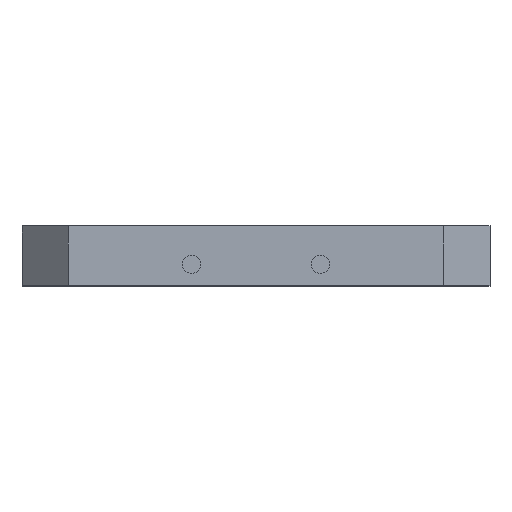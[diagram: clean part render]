
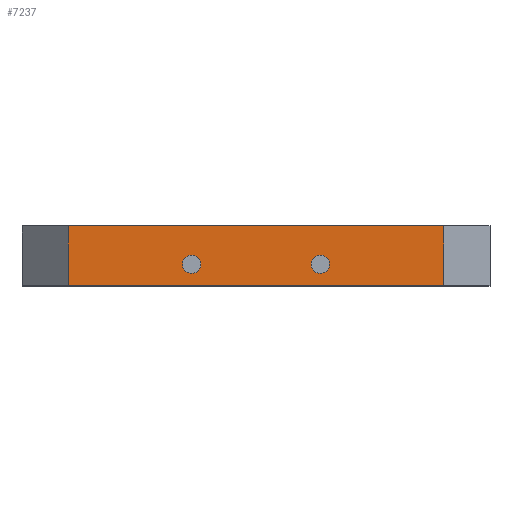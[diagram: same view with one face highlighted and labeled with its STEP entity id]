
A CAD part, top view. The second image highlights one B-rep face of the part: STEP entity #7237.
In plain terms, the highlighted planar face has unit normal (0, 0, 1).
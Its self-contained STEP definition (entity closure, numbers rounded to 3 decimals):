
#4565=CARTESIAN_POINT('POINT279',(-47.127,18.001,
   200.));
#4566=VERTEX_POINT('VERTEX279',#4565);
#4574=CARTESIAN_POINT('POINT280',(-62.875,18.001,
   200.));
#4575=VERTEX_POINT('VERTEX280',#4574);
#4582=CARTESIAN_POINT('POS548',(-55.001,18.001,
   200.));
#4583=DIRECTION('DIR967',(0.,0.,1.));
#4584=DIRECTION('DIR968',(-1.,0.,0.));
#4585=AXIS2_PLACEMENT_3D('AXIS420',#4582,#4583,#4584);
#4586=CIRCLE('ELLIPSE279',#4585,7.874);
#4587=EDGE_CURVE('EDGE407',#4575,#4566,#4586,.T.);
#4600=CARTESIAN_POINT('POS550',(-55.001,18.001,
   200.));
#4601=DIRECTION('DIR971',(0.,0.,1.));
#4602=DIRECTION('DIR972',(1.,0.,0.));
#4603=AXIS2_PLACEMENT_3D('AXIS422',#4600,#4601,#4602);
#4604=CIRCLE('ELLIPSE280',#4603,7.874);
#4605=EDGE_CURVE('EDGE408',#4566,#4575,#4604,.T.);
#4615=CARTESIAN_POINT('POINT281',(62.875,18.001,
   200.));
#4616=VERTEX_POINT('VERTEX281',#4615);
#4624=CARTESIAN_POINT('POINT282',(47.127,18.001,
   200.));
#4625=VERTEX_POINT('VERTEX282',#4624);
#4632=CARTESIAN_POINT('POS554',(55.001,18.001,
   200.));
#4633=DIRECTION('DIR977',(0.,0.,-1.));
#4634=DIRECTION('DIR978',(1.,0.,0.));
#4635=AXIS2_PLACEMENT_3D('AXIS424',#4632,#4633,#4634);
#4636=CIRCLE('ELLIPSE281',#4635,7.874);
#4637=EDGE_CURVE('EDGE411',#4616,#4625,#4636,.T.);
#4650=CARTESIAN_POINT('POS556',(55.001,18.001,
   200.));
#4651=DIRECTION('DIR981',(0.,0.,-1.));
#4652=DIRECTION('DIR982',(-1.,0.,0.));
#4653=AXIS2_PLACEMENT_3D('AXIS426',#4650,#4651,#4652);
#4654=CIRCLE('ELLIPSE282',#4653,7.874);
#4655=EDGE_CURVE('EDGE412',#4625,#4616,#4654,.T.);
#4907=CARTESIAN_POINT('POINT288',(-160.338,50.8,200.
   ));
#4908=VERTEX_POINT('VERTEX288',#4907);
#4915=CARTESIAN_POINT('POINT289',(160.338,50.8,200.)
   );
#4916=VERTEX_POINT('VERTEX289',#4915);
#4917=CARTESIAN_POINT('POS563',(-160.338,50.8,200.))
   ;
#4918=DIRECTION('DIR990',(1.,0.,0.));
#4919=VECTOR('VEC136',#4918,25.4);
#4920=LINE('STRAIGHT136',#4917,#4919);
#4921=EDGE_CURVE('EDGE418',#4908,#4916,#4920,.T.);
#7182=CARTESIAN_POINT('POINT419',(-160.338,0.,200.)
   );
#7183=VERTEX_POINT('VERTEX419',#7182);
#7184=CARTESIAN_POINT('POS802',(-160.338,0.,200.));
#7185=DIRECTION('DIR1430',(0.,1.,0.));
#7186=VECTOR('VEC174',#7185,25.4);
#7187=LINE('STRAIGHT174',#7184,#7186);
#7188=EDGE_CURVE('EDGE578',#7183,#4908,#7187,.T.);
#7206=CARTESIAN_POINT('POINT420',(160.338,0.,200.))
   ;
#7207=VERTEX_POINT('VERTEX420',#7206);
#7208=CARTESIAN_POINT('POS805',(160.338,0.,200.));
#7209=DIRECTION('DIR1434',(0.,1.,0.));
#7210=VECTOR('VEC176',#7209,25.4);
#7211=LINE('STRAIGHT176',#7208,#7210);
#7212=EDGE_CURVE('EDGE580',#7207,#4916,#7211,.T.);
#7213=ORIENTED_EDGE('COEDGE1023',*,*,#7212,.T.);
#7214=ORIENTED_EDGE('COEDGE1024',*,*,#4921,.F.);
#7215=ORIENTED_EDGE('COEDGE1025',*,*,#7188,.F.);
#7216=CARTESIAN_POINT('POS806',(-160.338,0.,200.));
#7217=DIRECTION('DIR1435',(1.,0.,0.));
#7218=VECTOR('VEC177',#7217,25.4);
#7219=LINE('STRAIGHT177',#7216,#7218);
#7220=EDGE_CURVE('EDGE581',#7183,#7207,#7219,.T.);
#7221=ORIENTED_EDGE('COEDGE1026',*,*,#7220,.T.);
#7222=EDGE_LOOP('NONE',(#7213,#7214,#7215,#7221));
#7223=FACE_BOUND('LOOP1',#7222,.T.);
#7224=ORIENTED_EDGE('COEDGE1027',*,*,#4655,.T.);
#7225=ORIENTED_EDGE('COEDGE1028',*,*,#4637,.T.);
#7226=EDGE_LOOP('NONE',(#7224,#7225));
#7227=FACE_BOUND('LOOP1',#7226,.T.);
#7228=ORIENTED_EDGE('COEDGE1029',*,*,#4605,.F.);
#7229=ORIENTED_EDGE('COEDGE1030',*,*,#4587,.F.);
#7230=EDGE_LOOP('NONE',(#7228,#7229));
#7231=FACE_BOUND('LOOP1',#7230,.T.);
#7232=CARTESIAN_POINT('POS807',(-160.338,0.,200.));
#7233=DIRECTION('DIR1436',(0.,0.,1.));
#7234=DIRECTION('DIR1437',(1.,0.,0.));
#7235=AXIS2_PLACEMENT_3D('AXIS630',#7232,#7233,#7234);
#7236=PLANE('PLANE72',#7235);
#7237=ADVANCED_FACE('FACE226',(#7223,#7227,#7231),#7236,.T.);
